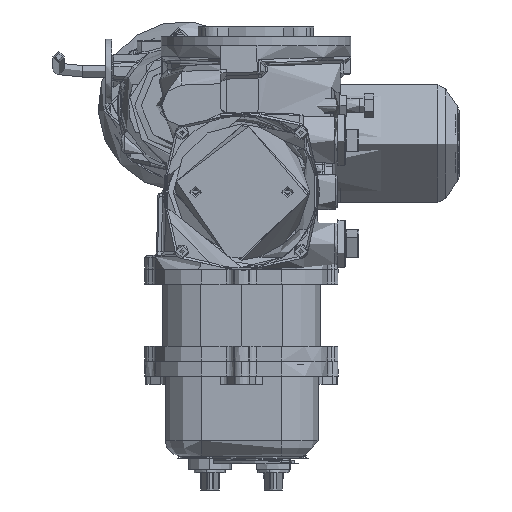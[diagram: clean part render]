
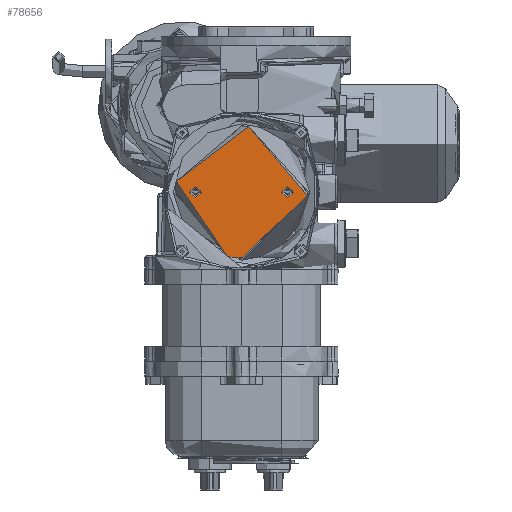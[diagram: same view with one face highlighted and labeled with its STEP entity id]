
A CAD part, front view. The second image highlights one B-rep face of the part: STEP entity #78656.
In plain terms, the highlighted planar face has unit normal (0, 1, 0).
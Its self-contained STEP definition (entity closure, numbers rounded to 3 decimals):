
#11848=PLANE('',#82819);
#17355=ORIENTED_EDGE('',*,*,#31624,.F.);
#17356=ORIENTED_EDGE('',*,*,#31625,.F.);
#17357=ORIENTED_EDGE('',*,*,#31626,.T.);
#31624=EDGE_CURVE('',#39105,#39105,#43424,.F.);
#31625=EDGE_CURVE('',#39106,#39106,#43425,.F.);
#31626=EDGE_CURVE('',#39107,#39107,#43426,.T.);
#39105=VERTEX_POINT('',#106242);
#39106=VERTEX_POINT('',#106244);
#39107=VERTEX_POINT('',#106246);
#43424=CIRCLE('',#82820,5.);
#43425=CIRCLE('',#82821,5.);
#43426=CIRCLE('',#82822,57.3);
#46034=EDGE_LOOP('',(#17355));
#46035=EDGE_LOOP('',(#17356));
#46036=EDGE_LOOP('',(#17357));
#50322=FACE_BOUND('',#46034,.T.);
#50323=FACE_BOUND('',#46035,.T.);
#50324=FACE_BOUND('',#46036,.T.);
#78656=ADVANCED_FACE('',(#50322,#50323,#50324),#11848,.F.);
#82819=AXIS2_PLACEMENT_3D('',#106240,#91180,#91181);
#82820=AXIS2_PLACEMENT_3D('',#106241,#91182,#91183);
#82821=AXIS2_PLACEMENT_3D('',#106243,#91184,#91185);
#82822=AXIS2_PLACEMENT_3D('',#106245,#91186,#91187);
#91180=DIRECTION('',(0.,-1.,0.));
#91181=DIRECTION('',(0.,0.,1.));
#91182=DIRECTION('',(0.,-1.,0.));
#91183=DIRECTION('',(0.,0.,1.));
#91184=DIRECTION('',(0.,-1.,0.));
#91185=DIRECTION('',(0.,0.,1.));
#91186=DIRECTION('',(0.,1.,0.));
#91187=DIRECTION('',(-0.215,0.,-0.977));
#106240=CARTESIAN_POINT('',(-64.119,-155.,-176.617));
#106241=CARTESIAN_POINT('',(27.499,-155.,-124.999));
#106242=CARTESIAN_POINT('',(27.499,-155.,-119.999));
#106243=CARTESIAN_POINT('',(-52.501,-155.,-124.999));
#106244=CARTESIAN_POINT('',(-52.501,-155.,-119.999));
#106245=CARTESIAN_POINT('',(-12.504,-155.,-125.001));
#106246=CARTESIAN_POINT('',(-24.809,-155.,-180.964));
